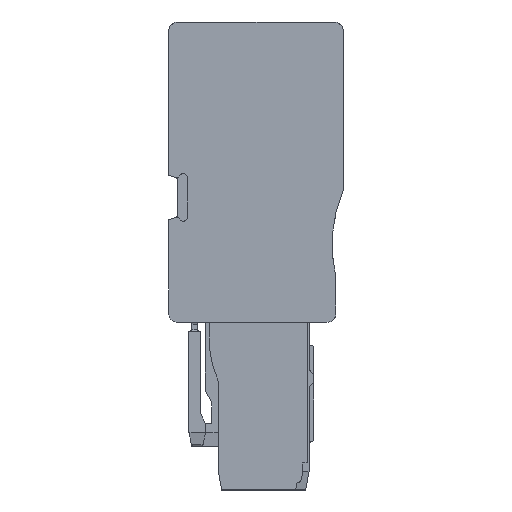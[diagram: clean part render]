
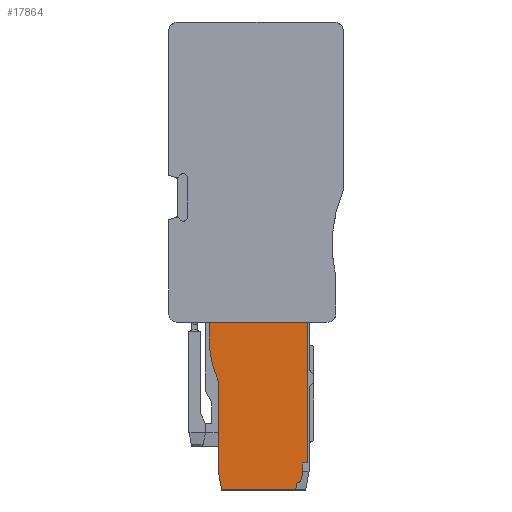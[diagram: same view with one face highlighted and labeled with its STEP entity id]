
A CAD part, left-side view. The second image highlights one B-rep face of the part: STEP entity #17864.
In plain terms, the highlighted planar face has unit normal (-1, 0, 0).
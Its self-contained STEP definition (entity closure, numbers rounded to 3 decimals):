
#13179=AXIS2_PLACEMENT_3D('Plane Axis2P3D',#13176,#13177,#13178) ;
#13908=AXIS2_PLACEMENT_3D('Circle Axis2P3D',#13906,#13907,$) ;
#17500=AXIS2_PLACEMENT_3D('Circle Axis2P3D',#17498,#17499,$) ;
#17543=AXIS2_PLACEMENT_3D('Circle Axis2P3D',#17541,#17542,$) ;
#13176=CARTESIAN_POINT('Axis2P3D Location',(0.8,8.8,18.25)) ;
#13858=CARTESIAN_POINT('Vertex',(0.8,14.6,16.433)) ;
#13861=CARTESIAN_POINT('Line Origine',(0.8,14.6,17.341)) ;
#13865=CARTESIAN_POINT('Vertex',(0.8,14.6,18.25)) ;
#13903=CARTESIAN_POINT('Vertex',(0.8,13.6,11.85)) ;
#13906=CARTESIAN_POINT('Axis2P3D Location',(0.8,3.6,16.433)) ;
#13964=CARTESIAN_POINT('Vertex',(0.8,13.6,2.)) ;
#13967=CARTESIAN_POINT('Line Origine',(0.8,13.6,6.925)) ;
#14022=CARTESIAN_POINT('Vertex',(0.8,13.247,0.)) ;
#14027=CARTESIAN_POINT('Line Origine',(0.8,13.424,1.)) ;
#14049=CARTESIAN_POINT('Line Origine',(0.8,9.213,0.)) ;
#14053=CARTESIAN_POINT('Vertex',(0.8,5.178,0.)) ;
#14102=CARTESIAN_POINT('Vertex',(0.8,5.036,0.8)) ;
#14105=CARTESIAN_POINT('Line Origine',(0.8,5.107,0.4)) ;
#14131=CARTESIAN_POINT('Vertex',(0.8,4.425,2.951)) ;
#14138=CARTESIAN_POINT('Vertex',(0.8,3.91,2.951)) ;
#14141=CARTESIAN_POINT('Line Origine',(0.8,4.167,2.951)) ;
#17495=CARTESIAN_POINT('Vertex',(0.8,4.544,1.213)) ;
#17498=CARTESIAN_POINT('Axis2P3D Location',(0.8,5.036,1.3)) ;
#17514=CARTESIAN_POINT('Vertex',(0.8,4.44,1.8)) ;
#17517=CARTESIAN_POINT('Line Origine',(0.8,4.492,1.507)) ;
#17538=CARTESIAN_POINT('Vertex',(0.8,4.425,1.974)) ;
#17541=CARTESIAN_POINT('Axis2P3D Location',(0.8,5.426,1.974)) ;
#17553=CARTESIAN_POINT('Line Origine',(0.8,4.425,2.462)) ;
#17837=CARTESIAN_POINT('Line Origine',(0.8,9.255,18.25)) ;
#17841=CARTESIAN_POINT('Vertex',(0.8,3.91,18.25)) ;
#17844=CARTESIAN_POINT('Line Origine',(0.8,3.91,10.601)) ;
#13177=DIRECTION('Axis2P3D Direction',(-1.,0.,0.)) ;
#13178=DIRECTION('Axis2P3D XDirection',(0.,-1.,0.)) ;
#13862=DIRECTION('Vector Direction',(0.,0.,-1.)) ;
#13907=DIRECTION('Axis2P3D Direction',(1.,0.,0.)) ;
#13968=DIRECTION('Vector Direction',(0.,0.,-1.)) ;
#14028=DIRECTION('Vector Direction',(0.,-0.174,-0.985)) ;
#14050=DIRECTION('Vector Direction',(0.,-1.,0.)) ;
#14106=DIRECTION('Vector Direction',(0.,0.174,-0.985)) ;
#14142=DIRECTION('Vector Direction',(0.,1.,0.)) ;
#17499=DIRECTION('Axis2P3D Direction',(1.,0.,0.)) ;
#17518=DIRECTION('Vector Direction',(0.,-0.174,0.985)) ;
#17542=DIRECTION('Axis2P3D Direction',(1.,0.,0.)) ;
#17554=DIRECTION('Vector Direction',(0.,0.,1.)) ;
#17838=DIRECTION('Vector Direction',(0.,1.,0.)) ;
#17845=DIRECTION('Vector Direction',(0.,0.,1.)) ;
#13863=VECTOR('Line Direction',#13862,1.) ;
#13969=VECTOR('Line Direction',#13968,1.) ;
#14029=VECTOR('Line Direction',#14028,1.) ;
#14051=VECTOR('Line Direction',#14050,1.) ;
#14107=VECTOR('Line Direction',#14106,1.) ;
#14143=VECTOR('Line Direction',#14142,1.) ;
#17519=VECTOR('Line Direction',#17518,1.) ;
#17555=VECTOR('Line Direction',#17554,1.) ;
#17839=VECTOR('Line Direction',#17838,1.) ;
#17846=VECTOR('Line Direction',#17845,1.) ;
#17850=ORIENTED_EDGE('',*,*,#17843,.T.) ;
#17851=ORIENTED_EDGE('',*,*,#13867,.T.) ;
#17852=ORIENTED_EDGE('',*,*,#13910,.F.) ;
#17853=ORIENTED_EDGE('',*,*,#13971,.T.) ;
#17854=ORIENTED_EDGE('',*,*,#14031,.T.) ;
#17855=ORIENTED_EDGE('',*,*,#14055,.T.) ;
#17856=ORIENTED_EDGE('',*,*,#14109,.F.) ;
#17857=ORIENTED_EDGE('',*,*,#17502,.T.) ;
#17858=ORIENTED_EDGE('',*,*,#17521,.T.) ;
#17859=ORIENTED_EDGE('',*,*,#17545,.T.) ;
#17860=ORIENTED_EDGE('',*,*,#17557,.T.) ;
#17861=ORIENTED_EDGE('',*,*,#14145,.F.) ;
#17862=ORIENTED_EDGE('',*,*,#17848,.T.) ;
#17864=ADVANCED_FACE('66463_MLD_APG_4_L.1\\66463_MLD_APG_4_L',(#17863),#13180,.T.) ;
#13909=CIRCLE('generated circle',#13908,11.) ;
#17501=CIRCLE('generated circle',#17500,0.5) ;
#17544=CIRCLE('generated circle',#17543,1.001) ;
#13867=EDGE_CURVE('',#13866,#13859,#13864,.T.) ;
#13910=EDGE_CURVE('',#13904,#13859,#13909,.T.) ;
#13971=EDGE_CURVE('',#13904,#13965,#13970,.T.) ;
#14031=EDGE_CURVE('',#13965,#14023,#14030,.T.) ;
#14055=EDGE_CURVE('',#14023,#14054,#14052,.T.) ;
#14109=EDGE_CURVE('',#14103,#14054,#14108,.T.) ;
#14145=EDGE_CURVE('',#14139,#14132,#14144,.T.) ;
#17502=EDGE_CURVE('',#14103,#17496,#17501,.F.) ;
#17521=EDGE_CURVE('',#17496,#17515,#17520,.T.) ;
#17545=EDGE_CURVE('',#17515,#17539,#17544,.F.) ;
#17557=EDGE_CURVE('',#17539,#14132,#17556,.T.) ;
#17843=EDGE_CURVE('',#17842,#13866,#17840,.T.) ;
#17848=EDGE_CURVE('',#14139,#17842,#17847,.T.) ;
#17849=EDGE_LOOP('',(#17850,#17851,#17852,#17853,#17854,#17855,#17856,#17857,#17858,#17859,#17860,#17861,#17862)) ;
#17863=FACE_OUTER_BOUND('',#17849,.T.) ;
#13864=LINE('Line',#13861,#13863) ;
#13970=LINE('Line',#13967,#13969) ;
#14030=LINE('Line',#14027,#14029) ;
#14052=LINE('Line',#14049,#14051) ;
#14108=LINE('Line',#14105,#14107) ;
#14144=LINE('Line',#14141,#14143) ;
#17520=LINE('Line',#17517,#17519) ;
#17556=LINE('Line',#17553,#17555) ;
#17840=LINE('Line',#17837,#17839) ;
#17847=LINE('Line',#17844,#17846) ;
#13180=PLANE('',#13179) ;
#13859=VERTEX_POINT('',#13858) ;
#13866=VERTEX_POINT('',#13865) ;
#13904=VERTEX_POINT('',#13903) ;
#13965=VERTEX_POINT('',#13964) ;
#14023=VERTEX_POINT('',#14022) ;
#14054=VERTEX_POINT('',#14053) ;
#14103=VERTEX_POINT('',#14102) ;
#14132=VERTEX_POINT('',#14131) ;
#14139=VERTEX_POINT('',#14138) ;
#17496=VERTEX_POINT('',#17495) ;
#17515=VERTEX_POINT('',#17514) ;
#17539=VERTEX_POINT('',#17538) ;
#17842=VERTEX_POINT('',#17841) ;
